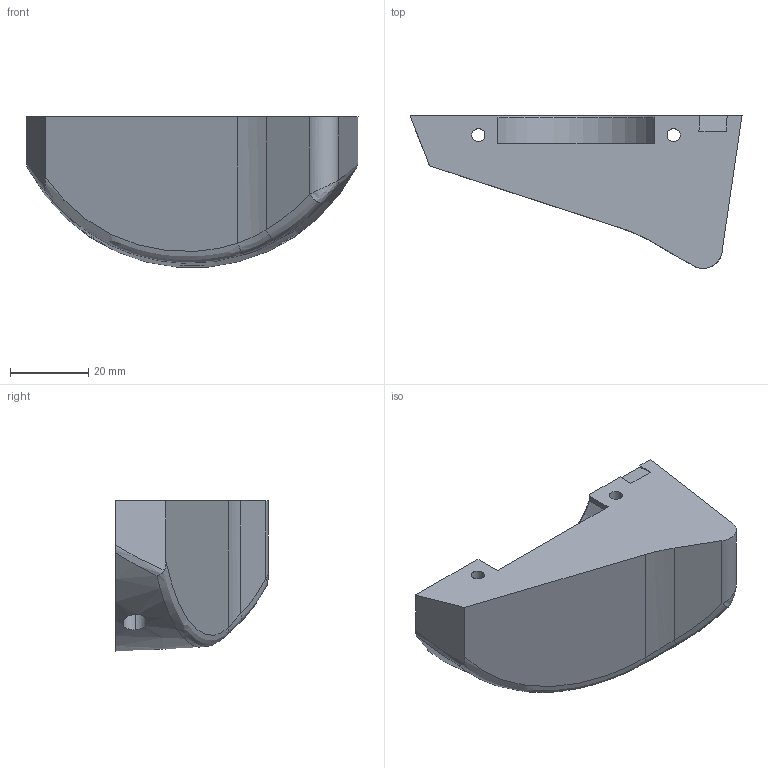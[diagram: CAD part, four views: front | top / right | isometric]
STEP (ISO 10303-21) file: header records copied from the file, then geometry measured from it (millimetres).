
FILE_DESCRIPTION (( 'STEP AP214' ), '1' );
FILE_NAME ('cycloid_housing.STEP', '2025-03-31T14:03:41', ( '' ), ( '' ), 'SwSTEP 2.0', 'SolidWorks 2025', '' );
FILE_SCHEMA (( 'AUTOMOTIVE_DESIGN' ));
Length unit declared in the file: millimetre
Products named in the file (1): cycloid_housing_top_shoulder
Bounding box: 85 x 39.11 x 38.5 mm (x, y, z)
Volume: 59455.7 mm3; surface area: 11480.9 mm2
Topology: 1 solids, 1 shells, 47 faces, 118 edges, 75 vertices
Faces by surface type: plane 22, cylinder 15, bspline 6, cone 4
Entity records: 1935 total; most frequent: CARTESIAN_POINT 831, ORIENTED_EDGE 232, DIRECTION 200, EDGE_CURVE 116, VERTEX_POINT 75, AXIS2_PLACEMENT_3D 70, LINE 60, VECTOR 60
